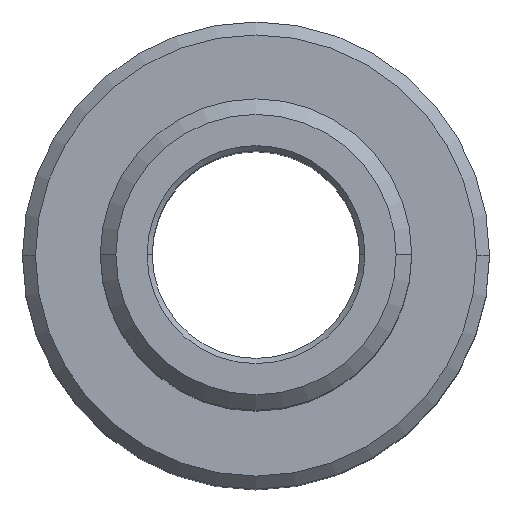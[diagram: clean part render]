
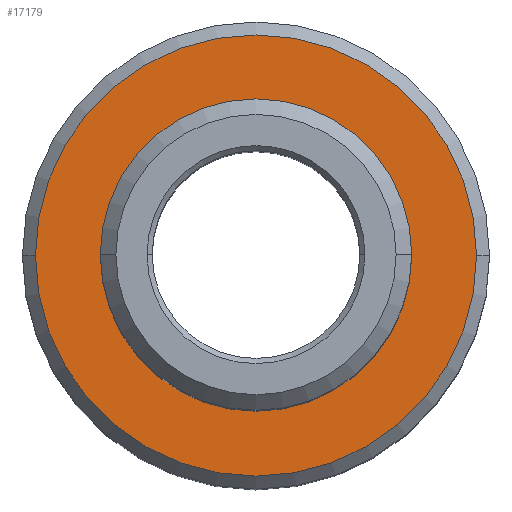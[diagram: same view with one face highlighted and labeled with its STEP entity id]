
A CAD part, top view. The second image highlights one B-rep face of the part: STEP entity #17179.
In plain terms, the highlighted planar face has unit normal (0, 0, 1).
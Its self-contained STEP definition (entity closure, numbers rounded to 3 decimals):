
#19 = DIRECTION ( 'NONE',  ( -1., 0., 0. ) ) ;
#1134 = ORIENTED_EDGE ( 'NONE', *, *, #11653, .F. ) ;
#1632 = EDGE_LOOP ( 'NONE', ( #13574, #7787 ) ) ;
#3516 = CIRCLE ( 'NONE', #13496, 6. ) ;
#3552 = VERTEX_POINT ( 'NONE', #8090 ) ;
#3683 = AXIS2_PLACEMENT_3D ( 'NONE', #20188, #9599, #21971 ) ;
#3876 = FACE_OUTER_BOUND ( 'NONE', #1632, .T. ) ;
#4024 = VERTEX_POINT ( 'NONE', #7744 ) ;
#4371 = CIRCLE ( 'NONE', #15956, 6. ) ;
#5317 = CARTESIAN_POINT ( 'NONE',  ( 0., 0., -21. ) ) ;
#6170 = VERTEX_POINT ( 'NONE', #6876 ) ;
#6308 = VERTEX_POINT ( 'NONE', #20466 ) ;
#6876 = CARTESIAN_POINT ( 'NONE',  ( 6., 0., -21. ) ) ;
#7128 = DIRECTION ( 'NONE',  ( -1., 0., 0. ) ) ;
#7744 = CARTESIAN_POINT ( 'NONE',  ( -6., 0., -21. ) ) ;
#7787 = ORIENTED_EDGE ( 'NONE', *, *, #18825, .T. ) ;
#8090 = CARTESIAN_POINT ( 'NONE',  ( 8.5, 0., -21. ) ) ;
#8720 = CARTESIAN_POINT ( 'NONE',  ( 0., 0., -21. ) ) ;
#9274 = CIRCLE ( 'NONE', #15401, 8.5 ) ;
#9599 = DIRECTION ( 'NONE',  ( 0., 0., 1. ) ) ;
#9866 = CARTESIAN_POINT ( 'NONE',  ( 0., 0., -21. ) ) ;
#10477 = DIRECTION ( 'NONE',  ( -1., 0., 0. ) ) ;
#10668 = DIRECTION ( 'NONE',  ( 0., 0., -1. ) ) ;
#11621 = DIRECTION ( 'NONE',  ( -1., 0., 0. ) ) ;
#11653 = EDGE_CURVE ( 'NONE', #6170, #4024, #4371, .T. ) ;
#12775 = FACE_BOUND ( 'NONE', #20406, .T. ) ;
#13322 = AXIS2_PLACEMENT_3D ( 'NONE', #21238, #10668, #19 ) ;
#13496 = AXIS2_PLACEMENT_3D ( 'NONE', #9866, #22248, #11621 ) ;
#13574 = ORIENTED_EDGE ( 'NONE', *, *, #21567, .T. ) ;
#14161 = PLANE ( 'NONE',  #13322 ) ;
#15401 = AXIS2_PLACEMENT_3D ( 'NONE', #5317, #17748, #7128 ) ;
#15956 = AXIS2_PLACEMENT_3D ( 'NONE', #8720, #21049, #10477 ) ;
#16379 = ORIENTED_EDGE ( 'NONE', *, *, #18097, .F. ) ;
#17179 = ADVANCED_FACE ( 'NONE', ( #3876, #12775 ), #14161, .F. ) ;
#17748 = DIRECTION ( 'NONE',  ( 0., 0., 1. ) ) ;
#18097 = EDGE_CURVE ( 'NONE', #4024, #6170, #3516, .T. ) ;
#18825 = EDGE_CURVE ( 'NONE', #3552, #6308, #18989, .T. ) ;
#18989 = CIRCLE ( 'NONE', #3683, 8.5 ) ;
#20188 = CARTESIAN_POINT ( 'NONE',  ( 0., 0., -21. ) ) ;
#20406 = EDGE_LOOP ( 'NONE', ( #1134, #16379 ) ) ;
#20466 = CARTESIAN_POINT ( 'NONE',  ( -8.5, 0., -21. ) ) ;
#21049 = DIRECTION ( 'NONE',  ( 0., 0., 1. ) ) ;
#21238 = CARTESIAN_POINT ( 'NONE',  ( 0., 0., -21. ) ) ;
#21567 = EDGE_CURVE ( 'NONE', #6308, #3552, #9274, .T. ) ;
#21971 = DIRECTION ( 'NONE',  ( -1., 0., 0. ) ) ;
#22248 = DIRECTION ( 'NONE',  ( 0., 0., 1. ) ) ;
